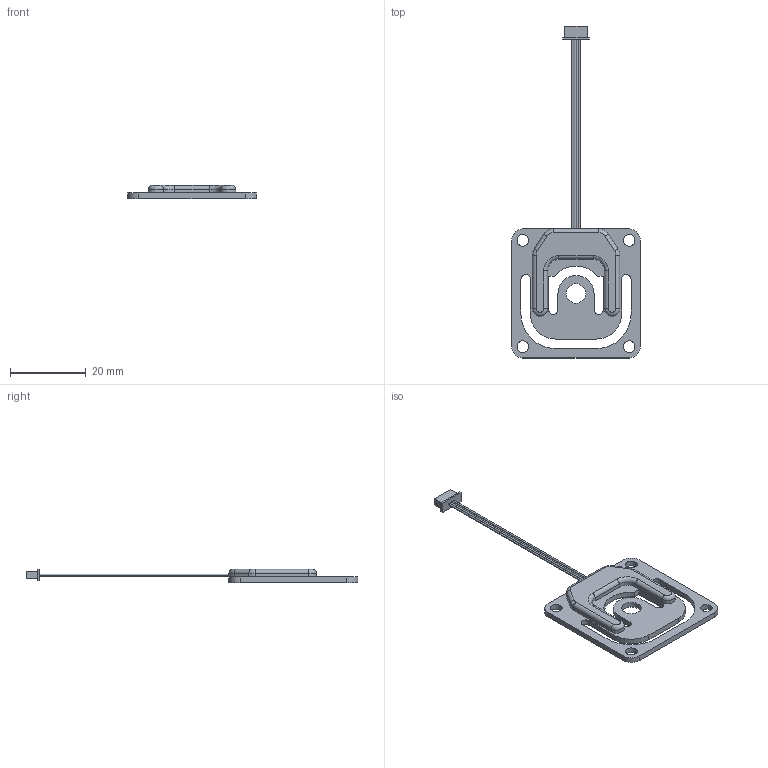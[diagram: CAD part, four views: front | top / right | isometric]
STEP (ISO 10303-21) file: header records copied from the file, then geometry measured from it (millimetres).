
FILE_DESCRIPTION (( 'STEP AP214' ), '1' );
FILE_NAME ('JXHMP4602-02015-f 揤薯換覜ん.step', '2024-11-20T12:49:52', ( 'Windows User' ), ( 'P R C' ), 'SwSTEP 2.0', 'SolidWorks 2020', '' );
FILE_SCHEMA (( 'AUTOMOTIVE_DESIGN' ));
Length unit declared in the file: millimetre
Products named in the file (1): JXHMP4602-02015-f  揤薯換覜ん
Bounding box: 34 x 87.5 x 3.5 mm (x, y, z)
Volume: 1943.8 mm3; surface area: 3455.7 mm2
Topology: 2 solids, 2 shells, 95 faces, 248 edges, 160 vertices
Faces by surface type: cylinder 48, plane 39, torus 8
Entity records: 3395 total; most frequent: DIRECTION 544, CARTESIAN_POINT 504, ORIENTED_EDGE 496, EDGE_CURVE 248, AXIS2_PLACEMENT_3D 200, VERTEX_POINT 160, VECTOR 144, LINE 144
